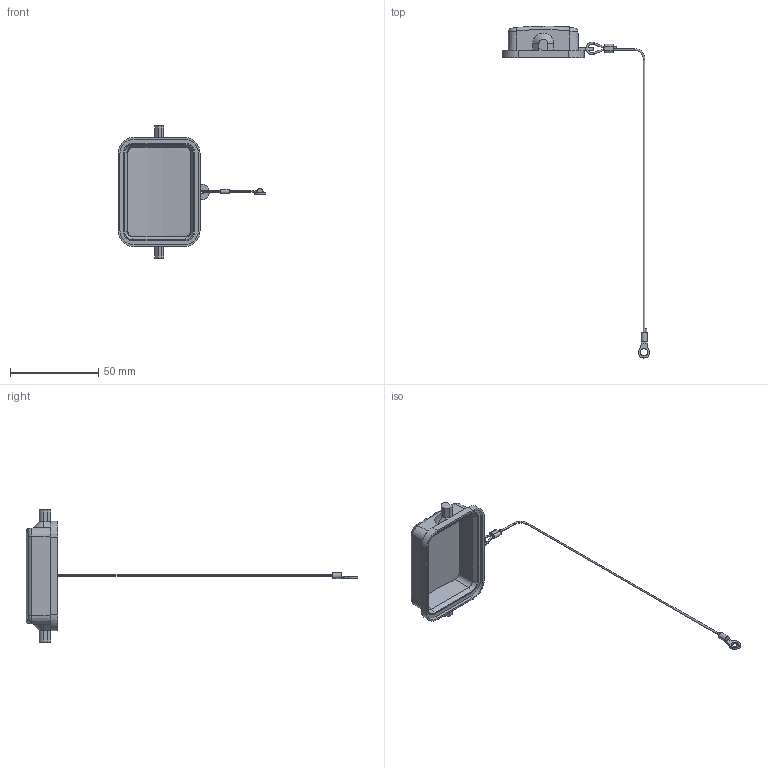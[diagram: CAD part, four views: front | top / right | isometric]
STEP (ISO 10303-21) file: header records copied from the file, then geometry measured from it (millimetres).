
FILE_DESCRIPTION(/* description */ (''),/* implementation_level */ '2;1');
FILE_NAME(/* name */ '3D_1110060108504_H6B-CV-2B_2_V1.0.stp',/* time_stamp */ '2024-03-21T11:22:20+08:00',/* author */ (''),/* organization */ (''),/* preprocessor_version */ 'ST-DEVELOPER v18.1',/* originating_system */ 'SIEMENS PLM Software NX 1980',/* authorisation */ '');
FILE_SCHEMA (('AUTOMOTIVE_DESIGN { 1 0 10303 214 3 1 1 1 }'));
Length unit declared in the file: millimetre
Products named in the file (1): _model1
Bounding box: 83.83 x 188.44 x 75 mm (x, y, z)
Volume: 11489.4 mm3; surface area: 12316.1 mm2
Topology: 1 solids, 1 shells, 221 faces, 574 edges, 365 vertices
Faces by surface type: plane 90, cylinder 85, torus 22, cone 21, bspline 3
Full cylindrical faces by diameter (mm): 0.97 x1, 3.4 x1, 4.2 x1
Entity records: 7461 total; most frequent: CARTESIAN_POINT 2302, ORIENTED_EDGE 1138, DIRECTION 966, EDGE_CURVE 569, VERTEX_POINT 363, AXIS2_PLACEMENT_3D 360, LINE 246, VECTOR 246
